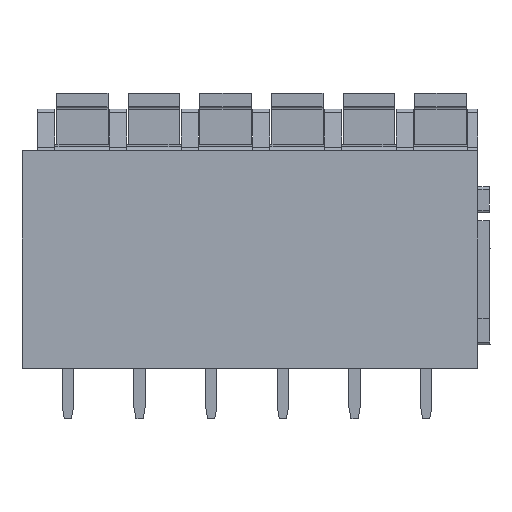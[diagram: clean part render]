
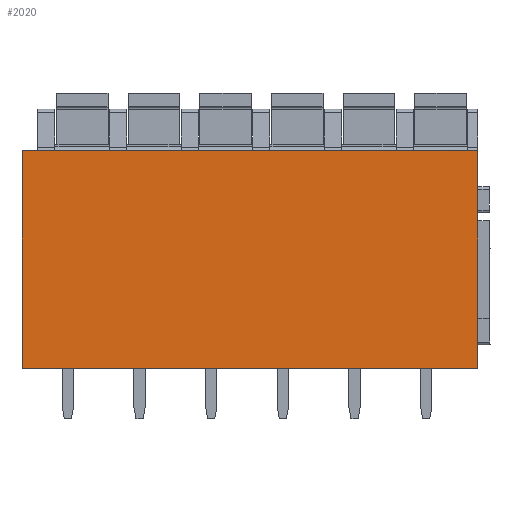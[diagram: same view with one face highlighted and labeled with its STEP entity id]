
A CAD part, front view. The second image highlights one B-rep face of the part: STEP entity #2020.
In plain terms, the highlighted planar face has unit normal (0, -1, 0).
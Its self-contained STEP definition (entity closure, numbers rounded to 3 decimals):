
#2000=AXIS2_PLACEMENT_3D('Plane Axis2P3D',#1997,#1998,#1999) ;
#305=CARTESIAN_POINT('Vertex',(31.8,0.,18.7)) ;
#308=CARTESIAN_POINT('Line Origine',(31.8,0.,11.1)) ;
#312=CARTESIAN_POINT('Vertex',(31.8,0.,3.5)) ;
#971=CARTESIAN_POINT('Vertex',(0.,0.,18.7)) ;
#974=CARTESIAN_POINT('Line Origine',(15.9,0.,18.7)) ;
#1997=CARTESIAN_POINT('Axis2P3D Location',(0.,0.,18.7)) ;
#2002=CARTESIAN_POINT('Line Origine',(0.,0.,11.1)) ;
#2006=CARTESIAN_POINT('Vertex',(0.,0.,3.5)) ;
#2009=CARTESIAN_POINT('Line Origine',(15.9,0.,3.5)) ;
#309=DIRECTION('Vector Direction',(0.,0.,-1.)) ;
#975=DIRECTION('Vector Direction',(1.,0.,0.)) ;
#1998=DIRECTION('Axis2P3D Direction',(0.,-1.,0.)) ;
#1999=DIRECTION('Axis2P3D XDirection',(0.,0.,-1.)) ;
#2003=DIRECTION('Vector Direction',(0.,0.,-1.)) ;
#2010=DIRECTION('Vector Direction',(1.,0.,0.)) ;
#310=VECTOR('Line Direction',#309,1.) ;
#976=VECTOR('Line Direction',#975,1.) ;
#2004=VECTOR('Line Direction',#2003,1.) ;
#2011=VECTOR('Line Direction',#2010,1.) ;
#2015=ORIENTED_EDGE('',*,*,#314,.T.) ;
#2016=ORIENTED_EDGE('',*,*,#978,.F.) ;
#2017=ORIENTED_EDGE('',*,*,#2008,.F.) ;
#2018=ORIENTED_EDGE('',*,*,#2013,.T.) ;
#2020=ADVANCED_FACE('_LMF 5.00/06/180  3.5SN OR BX 1330220000',(#2019),#2001,.T.) ;
#314=EDGE_CURVE('',#313,#306,#311,.F.) ;
#978=EDGE_CURVE('',#972,#306,#977,.T.) ;
#2008=EDGE_CURVE('',#2007,#972,#2005,.F.) ;
#2013=EDGE_CURVE('',#2007,#313,#2012,.T.) ;
#2014=EDGE_LOOP('',(#2015,#2016,#2017,#2018)) ;
#2019=FACE_OUTER_BOUND('',#2014,.T.) ;
#311=LINE('Line',#308,#310) ;
#977=LINE('Line',#974,#976) ;
#2005=LINE('Line',#2002,#2004) ;
#2012=LINE('Line',#2009,#2011) ;
#2001=PLANE('',#2000) ;
#306=VERTEX_POINT('',#305) ;
#313=VERTEX_POINT('',#312) ;
#972=VERTEX_POINT('',#971) ;
#2007=VERTEX_POINT('',#2006) ;
